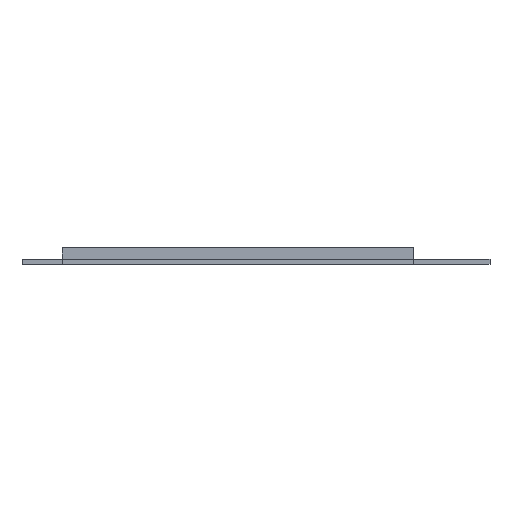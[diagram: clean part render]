
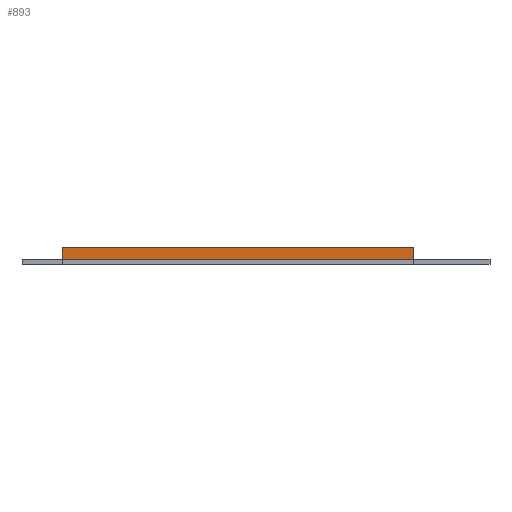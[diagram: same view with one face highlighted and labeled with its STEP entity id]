
A CAD part, front view. The second image highlights one B-rep face of the part: STEP entity #893.
In plain terms, the highlighted planar face has unit normal (0, -1, 0).
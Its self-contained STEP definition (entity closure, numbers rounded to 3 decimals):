
#44 = PLANE('',#45);
#45 = AXIS2_PLACEMENT_3D('',#46,#47,#48);
#46 = CARTESIAN_POINT('',(154.,-118.674,6.354));
#47 = DIRECTION('',(-1.,-0.,-0.));
#48 = DIRECTION('',(0.,-1.,0.));
#100 = PLANE('',#101);
#101 = AXIS2_PLACEMENT_3D('',#102,#103,#104);
#102 = CARTESIAN_POINT('',(-56.,-121.,0.));
#103 = DIRECTION('',(-1.,0.,0.));
#104 = DIRECTION('',(0.,1.,0.));
#194 = VERTEX_POINT('',#195);
#195 = CARTESIAN_POINT('',(154.,-121.,3.));
#221 = EDGE_CURVE('',#194,#222,#224,.T.);
#222 = VERTEX_POINT('',#223);
#223 = CARTESIAN_POINT('',(154.,-121.,10.));
#224 = SURFACE_CURVE('',#225,(#229,#236),.PCURVE_S1.);
#225 = LINE('',#226,#227);
#226 = CARTESIAN_POINT('',(154.,-121.,3.));
#227 = VECTOR('',#228,1.);
#228 = DIRECTION('',(0.,0.,1.));
#229 = PCURVE('',#44,#230);
#230 = DEFINITIONAL_REPRESENTATION('',(#231),#235);
#231 = LINE('',#232,#233);
#232 = CARTESIAN_POINT('',(2.326,-3.354));
#233 = VECTOR('',#234,1.);
#234 = DIRECTION('',(0.,1.));
#235 = ( GEOMETRIC_REPRESENTATION_CONTEXT(2) 
PARAMETRIC_REPRESENTATION_CONTEXT() REPRESENTATION_CONTEXT('2D SPACE',''
  ) );
#236 = PCURVE('',#237,#242);
#237 = PLANE('',#238);
#238 = AXIS2_PLACEMENT_3D('',#239,#240,#241);
#239 = CARTESIAN_POINT('',(154.,-121.,3.));
#240 = DIRECTION('',(0.,1.,0.));
#241 = DIRECTION('',(0.,0.,1.));
#242 = DEFINITIONAL_REPRESENTATION('',(#243),#247);
#243 = LINE('',#244,#245);
#244 = CARTESIAN_POINT('',(0.,0.));
#245 = VECTOR('',#246,1.);
#246 = DIRECTION('',(1.,0.));
#247 = ( GEOMETRIC_REPRESENTATION_CONTEXT(2) 
PARAMETRIC_REPRESENTATION_CONTEXT() REPRESENTATION_CONTEXT('2D SPACE',''
  ) );
#263 = PLANE('',#264);
#264 = AXIS2_PLACEMENT_3D('',#265,#266,#267);
#265 = CARTESIAN_POINT('',(154.,-121.,10.));
#266 = DIRECTION('',(0.,0.,-1.));
#267 = DIRECTION('',(0.,1.,0.));
#750 = VERTEX_POINT('',#751);
#751 = CARTESIAN_POINT('',(-56.,-121.,3.));
#772 = EDGE_CURVE('',#750,#773,#775,.T.);
#773 = VERTEX_POINT('',#774);
#774 = CARTESIAN_POINT('',(-56.,-121.,10.));
#775 = SURFACE_CURVE('',#776,(#780,#787),.PCURVE_S1.);
#776 = LINE('',#777,#778);
#777 = CARTESIAN_POINT('',(-56.,-121.,1.5));
#778 = VECTOR('',#779,1.);
#779 = DIRECTION('',(0.,0.,1.));
#780 = PCURVE('',#100,#781);
#781 = DEFINITIONAL_REPRESENTATION('',(#782),#786);
#782 = LINE('',#783,#784);
#783 = CARTESIAN_POINT('',(0.,-1.5));
#784 = VECTOR('',#785,1.);
#785 = DIRECTION('',(0.,-1.));
#786 = ( GEOMETRIC_REPRESENTATION_CONTEXT(2) 
PARAMETRIC_REPRESENTATION_CONTEXT() REPRESENTATION_CONTEXT('2D SPACE',''
  ) );
#787 = PCURVE('',#237,#788);
#788 = DEFINITIONAL_REPRESENTATION('',(#789),#793);
#789 = LINE('',#790,#791);
#790 = CARTESIAN_POINT('',(-1.5,-210.));
#791 = VECTOR('',#792,1.);
#792 = DIRECTION('',(1.,0.));
#793 = ( GEOMETRIC_REPRESENTATION_CONTEXT(2) 
PARAMETRIC_REPRESENTATION_CONTEXT() REPRESENTATION_CONTEXT('2D SPACE',''
  ) );
#871 = EDGE_CURVE('',#222,#773,#872,.T.);
#872 = SURFACE_CURVE('',#873,(#877,#884),.PCURVE_S1.);
#873 = LINE('',#874,#875);
#874 = CARTESIAN_POINT('',(154.,-121.,10.));
#875 = VECTOR('',#876,1.);
#876 = DIRECTION('',(-1.,-0.,-0.));
#877 = PCURVE('',#263,#878);
#878 = DEFINITIONAL_REPRESENTATION('',(#879),#883);
#879 = LINE('',#880,#881);
#880 = CARTESIAN_POINT('',(0.,0.));
#881 = VECTOR('',#882,1.);
#882 = DIRECTION('',(0.,-1.));
#883 = ( GEOMETRIC_REPRESENTATION_CONTEXT(2) 
PARAMETRIC_REPRESENTATION_CONTEXT() REPRESENTATION_CONTEXT('2D SPACE',''
  ) );
#884 = PCURVE('',#237,#885);
#885 = DEFINITIONAL_REPRESENTATION('',(#886),#890);
#886 = LINE('',#887,#888);
#887 = CARTESIAN_POINT('',(7.,0.));
#888 = VECTOR('',#889,1.);
#889 = DIRECTION('',(0.,-1.));
#890 = ( GEOMETRIC_REPRESENTATION_CONTEXT(2) 
PARAMETRIC_REPRESENTATION_CONTEXT() REPRESENTATION_CONTEXT('2D SPACE',''
  ) );
#893 = ADVANCED_FACE('',(#894),#237,.F.);
#894 = FACE_BOUND('',#895,.F.);
#895 = EDGE_LOOP('',(#896,#897,#923,#924));
#896 = ORIENTED_EDGE('',*,*,#221,.F.);
#897 = ORIENTED_EDGE('',*,*,#898,.T.);
#898 = EDGE_CURVE('',#194,#750,#899,.T.);
#899 = SURFACE_CURVE('',#900,(#904,#911),.PCURVE_S1.);
#900 = LINE('',#901,#902);
#901 = CARTESIAN_POINT('',(154.,-121.,3.));
#902 = VECTOR('',#903,1.);
#903 = DIRECTION('',(-1.,0.,0.));
#904 = PCURVE('',#237,#905);
#905 = DEFINITIONAL_REPRESENTATION('',(#906),#910);
#906 = LINE('',#907,#908);
#907 = CARTESIAN_POINT('',(0.,0.));
#908 = VECTOR('',#909,1.);
#909 = DIRECTION('',(0.,-1.));
#910 = ( GEOMETRIC_REPRESENTATION_CONTEXT(2) 
PARAMETRIC_REPRESENTATION_CONTEXT() REPRESENTATION_CONTEXT('2D SPACE',''
  ) );
#911 = PCURVE('',#912,#917);
#912 = PLANE('',#913);
#913 = AXIS2_PLACEMENT_3D('',#914,#915,#916);
#914 = CARTESIAN_POINT('',(154.,-121.,0.));
#915 = DIRECTION('',(0.,-1.,0.));
#916 = DIRECTION('',(-1.,0.,0.));
#917 = DEFINITIONAL_REPRESENTATION('',(#918),#922);
#918 = LINE('',#919,#920);
#919 = CARTESIAN_POINT('',(0.,-3.));
#920 = VECTOR('',#921,1.);
#921 = DIRECTION('',(1.,0.));
#922 = ( GEOMETRIC_REPRESENTATION_CONTEXT(2) 
PARAMETRIC_REPRESENTATION_CONTEXT() REPRESENTATION_CONTEXT('2D SPACE',''
  ) );
#923 = ORIENTED_EDGE('',*,*,#772,.T.);
#924 = ORIENTED_EDGE('',*,*,#871,.F.);
